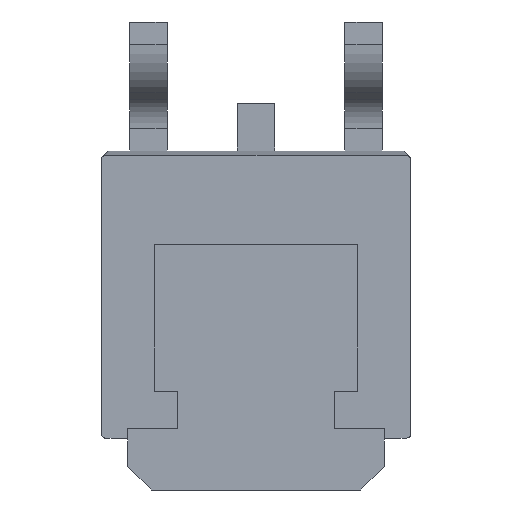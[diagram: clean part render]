
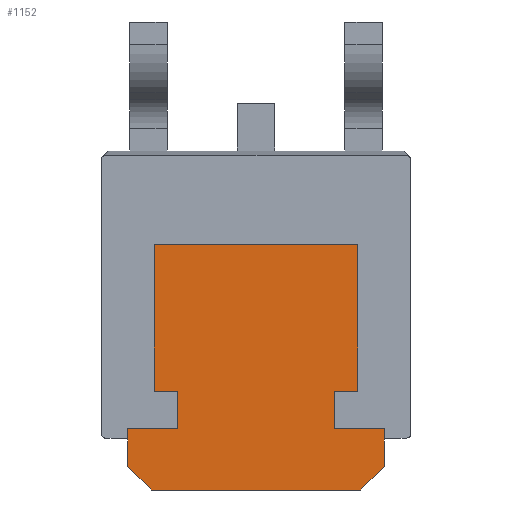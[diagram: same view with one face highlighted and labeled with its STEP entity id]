
A CAD part, front view. The second image highlights one B-rep face of the part: STEP entity #1152.
In plain terms, the highlighted planar face has unit normal (0, -1, 0).
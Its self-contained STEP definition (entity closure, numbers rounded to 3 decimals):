
#7 = CARTESIAN_POINT ( 'NONE',  ( -1.66, 0., -2.05 ) ) ;
#27 = DIRECTION ( 'NONE',  ( 0.707, 0., 0.707 ) ) ;
#36 = ORIENTED_EDGE ( 'NONE', *, *, #2735, .T. ) ;
#39 = CARTESIAN_POINT ( 'NONE',  ( 2.725, 0., 1.06 ) ) ;
#53 = DIRECTION ( 'NONE',  ( 0., -1., 0. ) ) ;
#86 = CARTESIAN_POINT ( 'NONE',  ( 0., 0., -2.85 ) ) ;
#101 = AXIS2_PLACEMENT_3D ( 'NONE', #39, #53, #1902 ) ;
#127 = ORIENTED_EDGE ( 'NONE', *, *, #134, .T. ) ;
#133 = DIRECTION ( 'NONE',  ( 0., 0., 1. ) ) ;
#134 = EDGE_CURVE ( 'NONE', #2210, #678, #986, .T. ) ;
#141 = CARTESIAN_POINT ( 'NONE',  ( 1.66, 0., -2.05 ) ) ;
#146 = DIRECTION ( 'NONE',  ( 0., 0., -1. ) ) ;
#202 = CARTESIAN_POINT ( 'NONE',  ( 2.16, 0., 1.06 ) ) ;
#254 = DIRECTION ( 'NONE',  ( 0., 0., -1. ) ) ;
#263 = VECTOR ( 'NONE', #787, 1000. ) ;
#280 = CARTESIAN_POINT ( 'NONE',  ( -2.725, 0., -3.65 ) ) ;
#299 = PLANE ( 'NONE',  #101 ) ;
#417 = VECTOR ( 'NONE', #1471, 1000. ) ;
#435 = VERTEX_POINT ( 'NONE', #1146 ) ;
#466 = ORIENTED_EDGE ( 'NONE', *, *, #1588, .T. ) ;
#500 = LINE ( 'NONE', #86, #609 ) ;
#519 = CARTESIAN_POINT ( 'NONE',  ( 2.16, 0., -2.05 ) ) ;
#555 = DIRECTION ( 'NONE',  ( -1., 0., 0. ) ) ;
#575 = DIRECTION ( 'NONE',  ( 1., 0., 0. ) ) ;
#593 = VERTEX_POINT ( 'NONE', #519 ) ;
#609 = VECTOR ( 'NONE', #555, 1000. ) ;
#616 = ORIENTED_EDGE ( 'NONE', *, *, #828, .T. ) ;
#678 = VERTEX_POINT ( 'NONE', #2373 ) ;
#711 = VECTOR ( 'NONE', #1185, 1000. ) ;
#760 = VECTOR ( 'NONE', #1703, 1000. ) ;
#787 = DIRECTION ( 'NONE',  ( 1., 0., 0. ) ) ;
#804 = VECTOR ( 'NONE', #133, 1000. ) ;
#827 = ORIENTED_EDGE ( 'NONE', *, *, #1550, .T. ) ;
#828 = EDGE_CURVE ( 'NONE', #1525, #2412, #1194, .T. ) ;
#834 = CARTESIAN_POINT ( 'NONE',  ( 0., 0., -2.05 ) ) ;
#839 = VECTOR ( 'NONE', #27, 1000. ) ;
#842 = LINE ( 'NONE', #1739, #1592 ) ;
#866 = VERTEX_POINT ( 'NONE', #1238 ) ;
#877 = CARTESIAN_POINT ( 'NONE',  ( 1.66, 0., -2.85 ) ) ;
#979 = VECTOR ( 'NONE', #2520, 1000. ) ;
#986 = LINE ( 'NONE', #280, #979 ) ;
#993 = EDGE_CURVE ( 'NONE', #435, #2210, #842, .T. ) ;
#1006 = EDGE_CURVE ( 'NONE', #593, #1655, #2411, .T. ) ;
#1015 = ORIENTED_EDGE ( 'NONE', *, *, #1659, .T. ) ;
#1025 = ORIENTED_EDGE ( 'NONE', *, *, #1530, .F. ) ;
#1030 = VERTEX_POINT ( 'NONE', #7 ) ;
#1038 = LINE ( 'NONE', #1944, #2681 ) ;
#1057 = VERTEX_POINT ( 'NONE', #1832 ) ;
#1144 = ORIENTED_EDGE ( 'NONE', *, *, #1952, .T. ) ;
#1146 = CARTESIAN_POINT ( 'NONE',  ( -2.725, 0., -2.85 ) ) ;
#1152 = ADVANCED_FACE ( 'NONE', ( #1862 ), #299, .T. ) ;
#1156 = CARTESIAN_POINT ( 'NONE',  ( 2.225, 0., -4.15 ) ) ;
#1173 = LINE ( 'NONE', #1405, #1692 ) ;
#1185 = DIRECTION ( 'NONE',  ( 0., 0., 1. ) ) ;
#1194 = LINE ( 'NONE', #1877, #839 ) ;
#1238 = CARTESIAN_POINT ( 'NONE',  ( 2.725, 0., -2.85 ) ) ;
#1242 = EDGE_CURVE ( 'NONE', #2645, #2538, #1914, .T. ) ;
#1251 = DIRECTION ( 'NONE',  ( 0., 0., -1. ) ) ;
#1292 = LINE ( 'NONE', #1303, #417 ) ;
#1297 = CARTESIAN_POINT ( 'NONE',  ( 1.91, 0., -2.05 ) ) ;
#1303 = CARTESIAN_POINT ( 'NONE',  ( -1.66, 0., -1.545 ) ) ;
#1359 = CARTESIAN_POINT ( 'NONE',  ( 2.725, 0., -3.65 ) ) ;
#1362 = VERTEX_POINT ( 'NONE', #877 ) ;
#1389 = VERTEX_POINT ( 'NONE', #202 ) ;
#1405 = CARTESIAN_POINT ( 'NONE',  ( 2.16, 0., -0.495 ) ) ;
#1457 = CARTESIAN_POINT ( 'NONE',  ( 0., 0., -4.15 ) ) ;
#1470 = LINE ( 'NONE', #1457, #263 ) ;
#1471 = DIRECTION ( 'NONE',  ( 0., 0., -1. ) ) ;
#1501 = VECTOR ( 'NONE', #1251, 1000. ) ;
#1507 = ORIENTED_EDGE ( 'NONE', *, *, #993, .T. ) ;
#1525 = VERTEX_POINT ( 'NONE', #1156 ) ;
#1530 = EDGE_CURVE ( 'NONE', #1389, #593, #1173, .T. ) ;
#1550 = EDGE_CURVE ( 'NONE', #2538, #1030, #2361, .T. ) ;
#1588 = EDGE_CURVE ( 'NONE', #678, #1525, #1470, .T. ) ;
#1592 = VECTOR ( 'NONE', #146, 1000. ) ;
#1611 = LINE ( 'NONE', #2896, #804 ) ;
#1633 = CARTESIAN_POINT ( 'NONE',  ( -2.16, 0., -2.05 ) ) ;
#1655 = VERTEX_POINT ( 'NONE', #141 ) ;
#1659 = EDGE_CURVE ( 'NONE', #1389, #2645, #1038, .T. ) ;
#1692 = VECTOR ( 'NONE', #254, 1000. ) ;
#1703 = DIRECTION ( 'NONE',  ( -1., 0., 0. ) ) ;
#1733 = ORIENTED_EDGE ( 'NONE', *, *, #1242, .T. ) ;
#1739 = CARTESIAN_POINT ( 'NONE',  ( -2.725, 0., -1.545 ) ) ;
#1815 = ORIENTED_EDGE ( 'NONE', *, *, #1006, .F. ) ;
#1832 = CARTESIAN_POINT ( 'NONE',  ( -1.66, 0., -2.85 ) ) ;
#1862 = FACE_OUTER_BOUND ( 'NONE', #2397, .T. ) ;
#1877 = CARTESIAN_POINT ( 'NONE',  ( 2.225, 0., -4.15 ) ) ;
#1886 = CARTESIAN_POINT ( 'NONE',  ( -2.16, 0., 1.06 ) ) ;
#1902 = DIRECTION ( 'NONE',  ( -1., 0., 0. ) ) ;
#1914 = LINE ( 'NONE', #1975, #1501 ) ;
#1925 = LINE ( 'NONE', #2830, #760 ) ;
#1944 = CARTESIAN_POINT ( 'NONE',  ( 0., 0., 1.06 ) ) ;
#1952 = EDGE_CURVE ( 'NONE', #1057, #435, #500, .T. ) ;
#1975 = CARTESIAN_POINT ( 'NONE',  ( -2.16, 0., -1.545 ) ) ;
#1996 = ORIENTED_EDGE ( 'NONE', *, *, #2951, .T. ) ;
#2194 = DIRECTION ( 'NONE',  ( -1., 0., 0. ) ) ;
#2210 = VERTEX_POINT ( 'NONE', #2490 ) ;
#2285 = LINE ( 'NONE', #2299, #711 ) ;
#2286 = ORIENTED_EDGE ( 'NONE', *, *, #2774, .T. ) ;
#2299 = CARTESIAN_POINT ( 'NONE',  ( 2.725, 0., -1.545 ) ) ;
#2324 = EDGE_CURVE ( 'NONE', #1362, #1655, #1611, .T. ) ;
#2361 = LINE ( 'NONE', #834, #2642 ) ;
#2373 = CARTESIAN_POINT ( 'NONE',  ( -2.225, 0., -4.15 ) ) ;
#2397 = EDGE_LOOP ( 'NONE', ( #127, #466, #616, #1996, #2286, #2695, #1815, #1025, #1015, #1733, #827, #36, #1144, #1507 ) ) ;
#2411 = LINE ( 'NONE', #1297, #2919 ) ;
#2412 = VERTEX_POINT ( 'NONE', #1359 ) ;
#2490 = CARTESIAN_POINT ( 'NONE',  ( -2.725, 0., -3.65 ) ) ;
#2520 = DIRECTION ( 'NONE',  ( 0.707, 0., -0.707 ) ) ;
#2538 = VERTEX_POINT ( 'NONE', #1633 ) ;
#2642 = VECTOR ( 'NONE', #575, 1000. ) ;
#2645 = VERTEX_POINT ( 'NONE', #1886 ) ;
#2681 = VECTOR ( 'NONE', #2845, 1000. ) ;
#2695 = ORIENTED_EDGE ( 'NONE', *, *, #2324, .T. ) ;
#2735 = EDGE_CURVE ( 'NONE', #1030, #1057, #1292, .T. ) ;
#2774 = EDGE_CURVE ( 'NONE', #866, #1362, #1925, .T. ) ;
#2830 = CARTESIAN_POINT ( 'NONE',  ( 0., 0., -2.85 ) ) ;
#2845 = DIRECTION ( 'NONE',  ( -1., 0., 0. ) ) ;
#2896 = CARTESIAN_POINT ( 'NONE',  ( 1.66, 0., -1.545 ) ) ;
#2919 = VECTOR ( 'NONE', #2194, 1000. ) ;
#2951 = EDGE_CURVE ( 'NONE', #2412, #866, #2285, .T. ) ;
